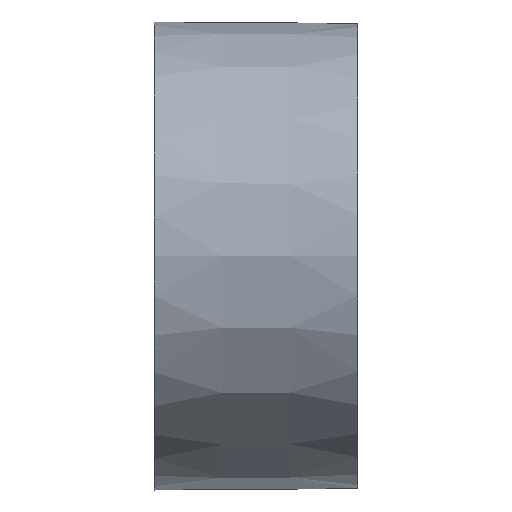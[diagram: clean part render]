
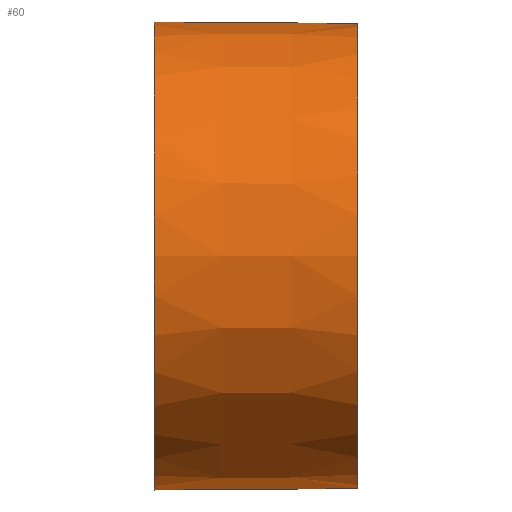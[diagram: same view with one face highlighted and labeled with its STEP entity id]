
A CAD part, top view. The second image highlights one B-rep face of the part: STEP entity #60.
In plain terms, the highlighted conical face has half-angle 0.4 degrees and reference radius 67.124 mm.
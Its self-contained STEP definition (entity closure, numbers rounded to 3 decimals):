
#60=ADVANCED_FACE('',(#97),#98,.T.);
#97=FACE_OUTER_BOUND('',#141,.T.);
#98=CONICAL_SURFACE('',#142,67.124,0.007);
#141=EDGE_LOOP('',(#259,#260,#261,#262));
#142=AXIS2_PLACEMENT_3D('',#263,#264,#265);
#259=ORIENTED_EDGE('',*,*,#317,.T.);
#260=ORIENTED_EDGE('',*,*,#344,.T.);
#261=ORIENTED_EDGE('',*,*,#319,.T.);
#262=ORIENTED_EDGE('',*,*,#343,.F.);
#263=CARTESIAN_POINT('',(28.872,0.,-0.17));
#264=DIRECTION('',(-1.0,0.,-0.0));
#265=DIRECTION('',(0.,-1.0,0.0));
#317=EDGE_CURVE('',#372,#373,#374,.T.);
#319=EDGE_CURVE('',#377,#375,#378,.T.);
#343=EDGE_CURVE('',#372,#375,#416,.T.);
#344=EDGE_CURVE('',#373,#377,#417,.T.);
#372=VERTEX_POINT('',#450);
#373=VERTEX_POINT('',#451);
#374=LINE('',#452,#453);
#375=VERTEX_POINT('',#454);
#377=VERTEX_POINT('',#456);
#378=LINE('',#457,#458);
#416=CIRCLE('',#502,67.328);
#417=CIRCLE('',#503,66.92);
#450=CARTESIAN_POINT('',(-0.378,-67.328,-0.17));
#451=CARTESIAN_POINT('',(58.122,-66.92,-0.17));
#452=CARTESIAN_POINT('',(28.872,-67.124,-0.17));
#453=VECTOR('',#538,1.0);
#454=CARTESIAN_POINT('',(-0.378,67.328,-0.17));
#456=CARTESIAN_POINT('',(58.122,66.92,-0.17));
#457=CARTESIAN_POINT('',(28.872,67.124,-0.17));
#458=VECTOR('',#542,1.0);
#502=AXIS2_PLACEMENT_3D('',#600,#601,#602);
#503=AXIS2_PLACEMENT_3D('',#603,#604,#605);
#538=DIRECTION('',(1.,0.007,0.));
#542=DIRECTION('',(-1.,0.007,0.));
#600=CARTESIAN_POINT('',(-0.378,0.,-0.17));
#601=DIRECTION('',(-1.0,0.,0.0));
#602=DIRECTION('',(0.,-1.0,0.0));
#603=CARTESIAN_POINT('',(58.122,0.,-0.17));
#604=DIRECTION('',(-1.0,0.,0.0));
#605=DIRECTION('',(0.,-1.0,0.0));
